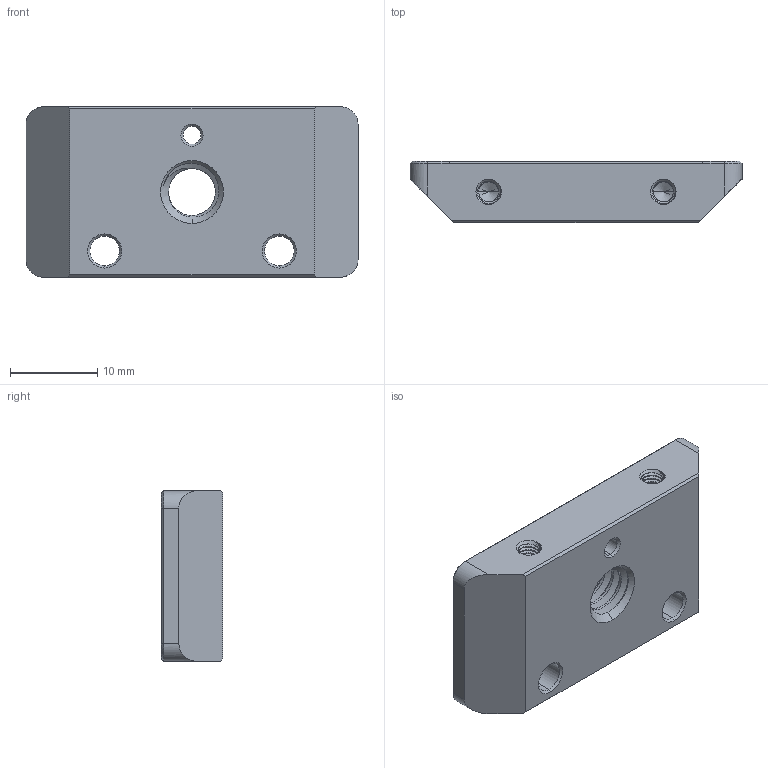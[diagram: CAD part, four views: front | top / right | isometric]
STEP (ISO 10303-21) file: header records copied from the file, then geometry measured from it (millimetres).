
FILE_DESCRIPTION (( 'STEP AP214' ), '1' );
FILE_NAME ('LP0689_P0003_with_threads.STEP', '', ( '' ), ( '' ), '', '', '' );
FILE_SCHEMA (( 'AUTOMOTIVE_DESIGN' ));
Length unit declared in the file: millimetre
Products named in the file (1): LP0689_P0003_with_threads
Bounding box: 38 x 7 x 19.5 mm (x, y, z)
Volume: 4032 mm3; surface area: 2525.9 mm2
Topology: 1 solids, 1 shells, 170 faces, 459 edges, 290 vertices
Faces by surface type: cylinder 88, cone 38, plane 33, bspline 11
Entity records: 15232 total; most frequent: CARTESIAN_POINT 10597, ORIENTED_EDGE 910, DIRECTION 681, EDGE_CURVE 455, VERTEX_POINT 290, AXIS2_PLACEMENT_3D 242, LINE 197, VECTOR 197
